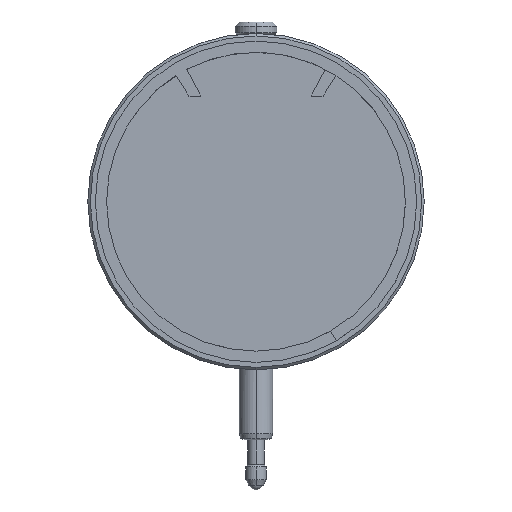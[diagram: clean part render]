
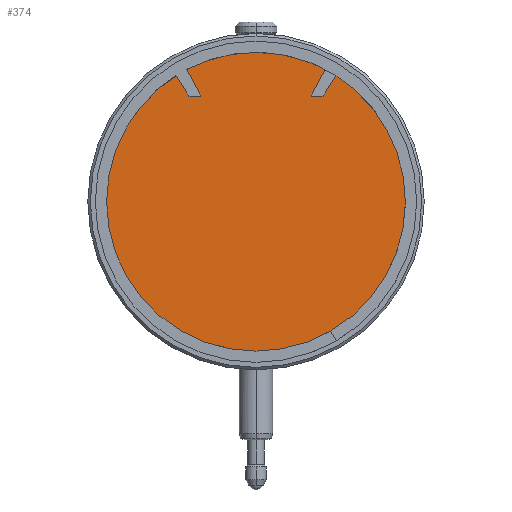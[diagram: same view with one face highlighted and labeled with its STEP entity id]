
A CAD part, front view. The second image highlights one B-rep face of the part: STEP entity #374.
In plain terms, the highlighted planar face has unit normal (0, -1, 0).
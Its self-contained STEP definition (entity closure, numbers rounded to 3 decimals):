
#374=ADVANCED_FACE('',(#762),#763,.T.);
#762=FACE_OUTER_BOUND('',#1152,.T.);
#763=PLANE('',#1153);
#1152=EDGE_LOOP('',(#2148,#2149,#2150,#2151,#2152,#2153,#2154,#2155,#2156,#2157));
#1153=AXIS2_PLACEMENT_3D('',#2158,#2159,#2160);
#2148=ORIENTED_EDGE('',*,*,#2605,.T.);
#2149=ORIENTED_EDGE('',*,*,#2268,.T.);
#2150=ORIENTED_EDGE('',*,*,#2610,.T.);
#2151=ORIENTED_EDGE('',*,*,#2613,.T.);
#2152=ORIENTED_EDGE('',*,*,#2616,.T.);
#2153=ORIENTED_EDGE('',*,*,#2618,.T.);
#2154=ORIENTED_EDGE('',*,*,#2607,.T.);
#2155=ORIENTED_EDGE('',*,*,#2272,.T.);
#2156=ORIENTED_EDGE('',*,*,#2576,.T.);
#2157=ORIENTED_EDGE('',*,*,#2620,.T.);
#2158=CARTESIAN_POINT('',(0.0,-15.35,0.));
#2159=DIRECTION('',(0.0,-1.0,0.));
#2160=DIRECTION('',(1.0,0.0,0.0));
#2268=EDGE_CURVE('',#2693,#2690,#2694,.T.);
#2272=EDGE_CURVE('',#2701,#2699,#2702,.T.);
#2576=EDGE_CURVE('',#2699,#3130,#3132,.T.);
#2605=EDGE_CURVE('',#3172,#2693,#3174,.T.);
#2607=EDGE_CURVE('',#3176,#2701,#3177,.T.);
#2610=EDGE_CURVE('',#2690,#3179,#3181,.T.);
#2613=EDGE_CURVE('',#3179,#3183,#3185,.T.);
#2616=EDGE_CURVE('',#3183,#3187,#3189,.T.);
#2618=EDGE_CURVE('',#3187,#3176,#3191,.T.);
#2620=EDGE_CURVE('',#3130,#3172,#3193,.T.);
#2690=VERTEX_POINT('',#3278);
#2693=VERTEX_POINT('',#3282);
#2694=CIRCLE('',#3283,35.75);
#2699=VERTEX_POINT('',#3289);
#2701=VERTEX_POINT('',#3292);
#2702=CIRCLE('',#3293,35.75);
#3130=VERTEX_POINT('',#3953);
#3132=LINE('',#3956,#3957);
#3172=VERTEX_POINT('',#4011);
#3174=LINE('',#4014,#4015);
#3176=VERTEX_POINT('',#4017);
#3177=CIRCLE('',#4018,35.75);
#3179=VERTEX_POINT('',#4021);
#3181=CIRCLE('',#4024,35.75);
#3183=VERTEX_POINT('',#4026);
#3185=LINE('',#4029,#4030);
#3187=VERTEX_POINT('',#4032);
#3189=LINE('',#4035,#4036);
#3191=LINE('',#4038,#4039);
#3193=CIRCLE('',#4041,38.45);
#3278=CARTESIAN_POINT('',(30.96,-15.35,-17.875));
#3282=CARTESIAN_POINT('',(-17.866,-15.35,-30.965));
#3283=AXIS2_PLACEMENT_3D('',#4106,#4107,#4108);
#3289=CARTESIAN_POINT('',(-17.884,-15.35,-30.955));
#3292=CARTESIAN_POINT('',(-30.96,-15.35,17.875));
#3293=AXIS2_PLACEMENT_3D('',#4114,#4115,#4116);
#3953=CARTESIAN_POINT('',(-19.234,-15.35,-33.294));
#3956=CARTESIAN_POINT('',(-9.352,-15.35,-16.179));
#3957=VECTOR('',#4528,1.0);
#4011=CARTESIAN_POINT('',(-19.216,-15.35,-33.304));
#4014=CARTESIAN_POINT('',(-9.335,-15.35,-16.189));
#4015=VECTOR('',#4559,1.0);
#4017=CARTESIAN_POINT('',(16.56,-15.35,31.683));
#4018=AXIS2_PLACEMENT_3D('',#4560,#4561,#4562);
#4021=CARTESIAN_POINT('',(19.158,-15.35,30.183));
#4024=AXIS2_PLACEMENT_3D('',#4565,#4566,#4567);
#4026=CARTESIAN_POINT('',(16.046,-15.35,25.28));
#4029=CARTESIAN_POINT('',(8.801,-15.35,13.866));
#4030=VECTOR('',#4569,1.);
#4032=CARTESIAN_POINT('',(13.213,-15.35,25.28));
#4035=CARTESIAN_POINT('',(7.315,-15.35,25.28));
#4036=VECTOR('',#4571,1.);
#4038=CARTESIAN_POINT('',(7.443,-15.35,14.241));
#4039=VECTOR('',#4572,1.);
#4041=AXIS2_PLACEMENT_3D('',#4573,#4574,#4575);
#4106=CARTESIAN_POINT('',(0.0,-15.35,0.));
#4107=DIRECTION('',(0.0,-1.0,0.));
#4108=DIRECTION('',(0.866,0.,-0.5));
#4114=CARTESIAN_POINT('',(0.0,-15.35,0.));
#4115=DIRECTION('',(0.0,-1.0,0.));
#4116=DIRECTION('',(0.866,0.,-0.5));
#4528=DIRECTION('',(-0.5,0.,-0.866));
#4559=DIRECTION('',(0.5,0.,0.866));
#4560=CARTESIAN_POINT('',(0.0,-15.35,0.));
#4561=DIRECTION('',(0.0,-1.0,0.));
#4562=DIRECTION('',(0.866,0.,-0.5));
#4565=CARTESIAN_POINT('',(0.0,-15.35,0.));
#4566=DIRECTION('',(0.0,-1.0,0.));
#4567=DIRECTION('',(0.866,0.,-0.5));
#4569=DIRECTION('',(-0.536,0.,-0.844));
#4571=DIRECTION('',(-1.0,0.,0.));
#4572=DIRECTION('',(0.463,0.,0.886));
#4573=CARTESIAN_POINT('',(0.0,-15.35,0.));
#4574=DIRECTION('',(0.0,-1.0,0.));
#4575=DIRECTION('',(1.0,0.0,0.0));
